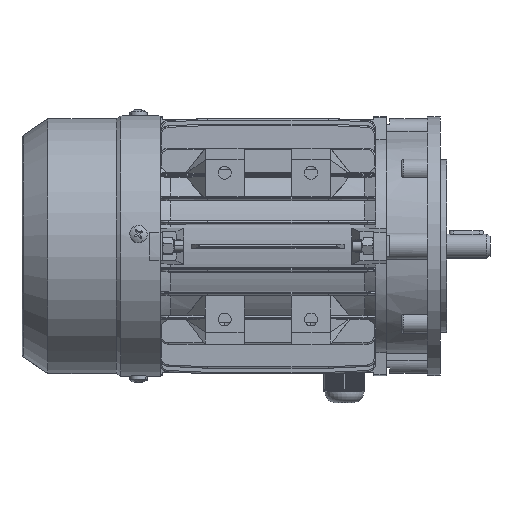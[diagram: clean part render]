
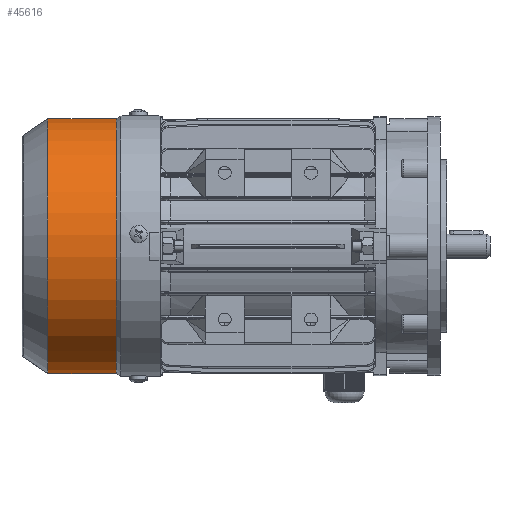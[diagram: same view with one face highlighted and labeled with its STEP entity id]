
A CAD part, front view. The second image highlights one B-rep face of the part: STEP entity #45616.
In plain terms, the highlighted cylindrical face has radius 59.3 mm (diameter 118.6 mm), a partial arc.
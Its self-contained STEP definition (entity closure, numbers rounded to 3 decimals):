
#11390 = VERTEX_POINT ( 'NONE', #26569 ) ;
#11391 = VERTEX_POINT ( 'NONE', #26568 ) ;
#11472 = VERTEX_POINT ( 'NONE', #26731 ) ;
#11476 = VERTEX_POINT ( 'NONE', #26730 ) ;
#11481 = EDGE_CURVE ( 'NONE', #11476, #11391, #26724, .T. ) ;
#11491 = EDGE_CURVE ( 'NONE', #11472, #11390, #26711, .T. ) ;
#26568 = CARTESIAN_POINT ( 'NONE',  ( 20.3, 0., -59.3 ) ) ;
#26569 = CARTESIAN_POINT ( 'NONE',  ( 20.3, 0., 59.3 ) ) ;
#26709 = DIRECTION ( 'NONE',  ( -1., 0., 0. ) ) ;
#26710 = CARTESIAN_POINT ( 'NONE',  ( 0., 0., 59.3 ) ) ;
#26711 = LINE ( 'NONE', #26710, #26770 ) ;
#26721 = DIRECTION ( 'NONE',  ( -1., 0., 0. ) ) ;
#26722 = VECTOR ( 'NONE', #26721, 1000. ) ;
#26723 = CARTESIAN_POINT ( 'NONE',  ( 0., 0., -59.3 ) ) ;
#26724 = LINE ( 'NONE', #26723, #26722 ) ;
#26730 = CARTESIAN_POINT ( 'NONE',  ( 52., 0., -59.3 ) ) ;
#26731 = CARTESIAN_POINT ( 'NONE',  ( 52., 0., 59.3 ) ) ;
#26770 = VECTOR ( 'NONE', #26709, 1000. ) ;
#33225 = CARTESIAN_POINT ( 'NONE',  ( 0., 0., 0. ) ) ;
#33226 = AXIS2_PLACEMENT_3D ( 'NONE', #33225, #33265, #33264 ) ;
#33227 = CYLINDRICAL_SURFACE ( 'NONE', #33226, 59.3 ) ;
#33228 = FACE_OUTER_BOUND ( 'NONE', #45618, .T. ) ;
#33229 = DIRECTION ( 'NONE',  ( 0., 0., 1. ) ) ;
#33230 = DIRECTION ( 'NONE',  ( -1., 0., 0. ) ) ;
#33231 = AXIS2_PLACEMENT_3D ( 'NONE', #33234, #33230, #33229 ) ;
#33232 = CIRCLE ( 'NONE', #33231, 59.3 ) ;
#33234 = CARTESIAN_POINT ( 'NONE',  ( 52., 0., 0. ) ) ;
#33238 = DIRECTION ( 'NONE',  ( 0., 0., 1. ) ) ;
#33239 = DIRECTION ( 'NONE',  ( -1., 0., 0. ) ) ;
#33240 = CARTESIAN_POINT ( 'NONE',  ( 20.3, 0., 0. ) ) ;
#33241 = AXIS2_PLACEMENT_3D ( 'NONE', #33240, #33239, #33238 ) ;
#33242 = CIRCLE ( 'NONE', #33241, 59.3 ) ;
#33264 = DIRECTION ( 'NONE',  ( 0., 0., 1. ) ) ;
#33265 = DIRECTION ( 'NONE',  ( -1., 0., 0. ) ) ;
#45615 = EDGE_CURVE ( 'NONE', #11476, #11472, #33232, .T. ) ;
#45616 = ADVANCED_FACE ( 'NONE', ( #33228 ), #33227, .T. ) ;
#45618 = EDGE_LOOP ( 'NONE', ( #45620, #45622, #45624, #45627 ) ) ;
#45620 = ORIENTED_EDGE ( 'NONE', *, *, #11481, .F. ) ;
#45622 = ORIENTED_EDGE ( 'NONE', *, *, #45615, .T. ) ;
#45624 = ORIENTED_EDGE ( 'NONE', *, *, #11491, .T. ) ;
#45627 = ORIENTED_EDGE ( 'NONE', *, *, #45629, .F. ) ;
#45629 = EDGE_CURVE ( 'NONE', #11391, #11390, #33242, .T. ) ;
